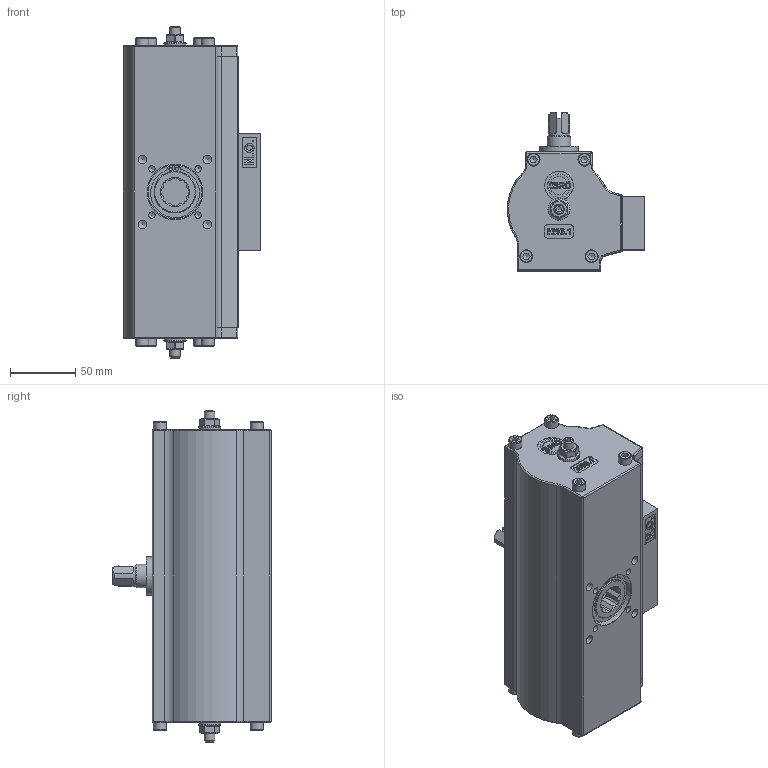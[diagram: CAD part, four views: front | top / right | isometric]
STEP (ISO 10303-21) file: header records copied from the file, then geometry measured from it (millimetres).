
FILE_DESCRIPTION((''),'2;1');
FILE_NAME('EB6.1-SYD-F05-F07.stp','2010-07-29T08:55:21',('Hellwig'),(''),'Autodesk Inventor 2010','Autodesk Inventor 2010','');
FILE_SCHEMA(('AUTOMOTIVE_DESIGN { 1 0 10303 214 1 1 1 1 }'));
Length unit declared in the file: millimetre
Products named in the file (1): M15546_Konturvereinfachung_1
Bounding box: 104.93 x 121 x 254 mm (x, y, z)
Volume: 719767.3 mm3; surface area: 194799.9 mm2
Topology: 1 solids, 33 shells, 1575 faces, 3863 edges, 2318 vertices
Faces by surface type: bspline 658, plane 529, cylinder 273, cone 61, torus 35, sphere 19
Full cylindrical faces by diameter (mm): 2 x2, 2.5 x2, 4.134 x2, 4.917 x4, 5 x1, 6 x11, 6.5 x4, 8 x7, 9 x1, 10 x10, 15.5 x1, 17 x3, 18 x3, 22 x1, 22.4 x1, 22.5 x1, 23 x1, 25.5 x1, 29.5 x1, 30 x2, 30.3 x1, 32 x3, 36.4 x1, 36.5 x1, 41 x1, 42.5 x1, 70.05 x1
Entity records: 54679 total; most frequent: CARTESIAN_POINT 21033, ORIENTED_EDGE 6854, DIRECTION 5875, EDGE_CURVE 3427, VERTEX_POINT 2192, AXIS2_PLACEMENT_3D 2140, EDGE_LOOP 1897, VECTOR 1595
